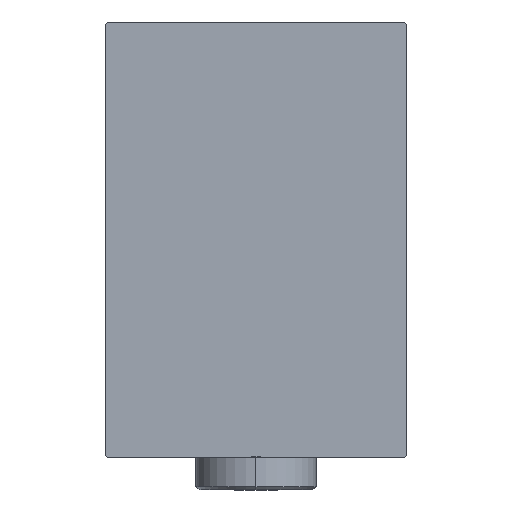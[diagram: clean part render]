
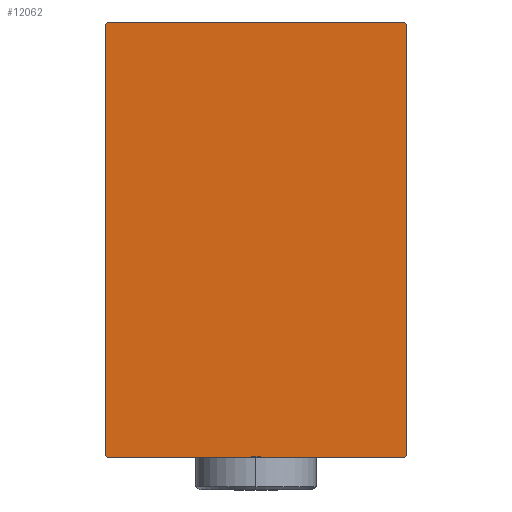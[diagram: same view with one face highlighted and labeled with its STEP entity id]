
A CAD part, left-side view. The second image highlights one B-rep face of the part: STEP entity #12062.
In plain terms, the highlighted face is planar.
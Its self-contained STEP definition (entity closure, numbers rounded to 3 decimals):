
#812 = VERTEX_POINT ( 'NONE', #42058 ) ;
#1642 = ORIENTED_EDGE ( 'NONE', *, *, #23556, .T. ) ;
#2642 = FACE_OUTER_BOUND ( 'NONE', #30204, .T. ) ;
#2839 = VERTEX_POINT ( 'NONE', #37752 ) ;
#4666 = DIRECTION ( 'NONE',  ( 0., 0.707, 0.707 ) ) ;
#5902 = ORIENTED_EDGE ( 'NONE', *, *, #24111, .T. ) ;
#6910 = CARTESIAN_POINT ( 'NONE',  ( 130., 22.5, -32.5 ) ) ;
#10000 = CARTESIAN_POINT ( 'NONE',  ( 130., 27.35, 27.35 ) ) ;
#10835 = CARTESIAN_POINT ( 'NONE',  ( 130., 22.5, 32.2 ) ) ;
#10931 = CARTESIAN_POINT ( 'NONE',  ( 130., -27.35, 27.35 ) ) ;
#11703 = LINE ( 'NONE', #39110, #15642 ) ;
#12062 = ADVANCED_FACE ( 'NONE', ( #2642 ), #42883, .T. ) ;
#13830 = EDGE_CURVE ( 'NONE', #18809, #27335, #38705, .T. ) ;
#14338 = CARTESIAN_POINT ( 'NONE',  ( 130., -22.2, 32.5 ) ) ;
#15451 = CARTESIAN_POINT ( 'NONE',  ( 130., 0., 0. ) ) ;
#15642 = VECTOR ( 'NONE', #38900, 1000. ) ;
#15775 = EDGE_CURVE ( 'NONE', #21352, #24879, #35549, .T. ) ;
#16154 = LINE ( 'NONE', #29433, #25595 ) ;
#17807 = CARTESIAN_POINT ( 'NONE',  ( 130., 22.5, 32.5 ) ) ;
#17930 = LINE ( 'NONE', #6910, #40316 ) ;
#18809 = VERTEX_POINT ( 'NONE', #20532 ) ;
#19856 = VECTOR ( 'NONE', #22063, 1000. ) ;
#20248 = EDGE_CURVE ( 'NONE', #36735, #21352, #40128, .T. ) ;
#20532 = CARTESIAN_POINT ( 'NONE',  ( 130., -22.2, -32.5 ) ) ;
#21126 = ORIENTED_EDGE ( 'NONE', *, *, #41577, .T. ) ;
#21352 = VERTEX_POINT ( 'NONE', #28885 ) ;
#21934 = LINE ( 'NONE', #10931, #25729 ) ;
#22063 = DIRECTION ( 'NONE',  ( 0., -1., 0. ) ) ;
#22737 = ORIENTED_EDGE ( 'NONE', *, *, #20248, .T. ) ;
#22738 = VECTOR ( 'NONE', #26649, 1000. ) ;
#23556 = EDGE_CURVE ( 'NONE', #812, #18809, #11703, .T. ) ;
#24083 = CARTESIAN_POINT ( 'NONE',  ( 130., 22.2, -32.5 ) ) ;
#24111 = EDGE_CURVE ( 'NONE', #24879, #2839, #21934, .T. ) ;
#24635 = DIRECTION ( 'NONE',  ( 0., -0.707, -0.707 ) ) ;
#24879 = VERTEX_POINT ( 'NONE', #14338 ) ;
#25595 = VECTOR ( 'NONE', #37277, 1000. ) ;
#25729 = VECTOR ( 'NONE', #24635, 1000. ) ;
#26649 = DIRECTION ( 'NONE',  ( 0., -0.707, 0.707 ) ) ;
#27335 = VERTEX_POINT ( 'NONE', #24083 ) ;
#28885 = CARTESIAN_POINT ( 'NONE',  ( 130., 22.2, 32.5 ) ) ;
#29175 = DIRECTION ( 'NONE',  ( 0., 0., -1. ) ) ;
#29314 = VERTEX_POINT ( 'NONE', #36209 ) ;
#29433 = CARTESIAN_POINT ( 'NONE',  ( 130., -22.5, 32.5 ) ) ;
#29875 = VECTOR ( 'NONE', #31528, 1000. ) ;
#30070 = DIRECTION ( 'NONE',  ( 1., 0., 0. ) ) ;
#30204 = EDGE_LOOP ( 'NONE', ( #35723, #21126, #34527, #22737, #38311, #5902, #36118, #1642 ) ) ;
#31295 = CARTESIAN_POINT ( 'NONE',  ( 130., -22.5, -32.5 ) ) ;
#31339 = VECTOR ( 'NONE', #4666, 1000. ) ;
#31528 = DIRECTION ( 'NONE',  ( 0., 1., 0. ) ) ;
#31651 = DIRECTION ( 'NONE',  ( 0., 0., 1. ) ) ;
#34527 = ORIENTED_EDGE ( 'NONE', *, *, #38170, .T. ) ;
#35549 = LINE ( 'NONE', #17807, #19856 ) ;
#35723 = ORIENTED_EDGE ( 'NONE', *, *, #13830, .T. ) ;
#36118 = ORIENTED_EDGE ( 'NONE', *, *, #41336, .T. ) ;
#36209 = CARTESIAN_POINT ( 'NONE',  ( 130., 22.5, -32.2 ) ) ;
#36735 = VERTEX_POINT ( 'NONE', #10835 ) ;
#37277 = DIRECTION ( 'NONE',  ( 0., 0., -1. ) ) ;
#37752 = CARTESIAN_POINT ( 'NONE',  ( 130., -22.5, 32.2 ) ) ;
#38170 = EDGE_CURVE ( 'NONE', #29314, #36735, #17930, .T. ) ;
#38311 = ORIENTED_EDGE ( 'NONE', *, *, #15775, .T. ) ;
#38705 = LINE ( 'NONE', #31295, #29875 ) ;
#38832 = LINE ( 'NONE', #42437, #31339 ) ;
#38900 = DIRECTION ( 'NONE',  ( 0., 0.707, -0.707 ) ) ;
#39110 = CARTESIAN_POINT ( 'NONE',  ( 130., -27.35, -27.35 ) ) ;
#39833 = AXIS2_PLACEMENT_3D ( 'NONE', #15451, #30070, #29175 ) ;
#40128 = LINE ( 'NONE', #10000, #22738 ) ;
#40316 = VECTOR ( 'NONE', #31651, 1000. ) ;
#41336 = EDGE_CURVE ( 'NONE', #2839, #812, #16154, .T. ) ;
#41577 = EDGE_CURVE ( 'NONE', #27335, #29314, #38832, .T. ) ;
#42058 = CARTESIAN_POINT ( 'NONE',  ( 130., -22.5, -32.2 ) ) ;
#42437 = CARTESIAN_POINT ( 'NONE',  ( 130., 27.35, -27.35 ) ) ;
#42883 = PLANE ( 'NONE',  #39833 ) ;
